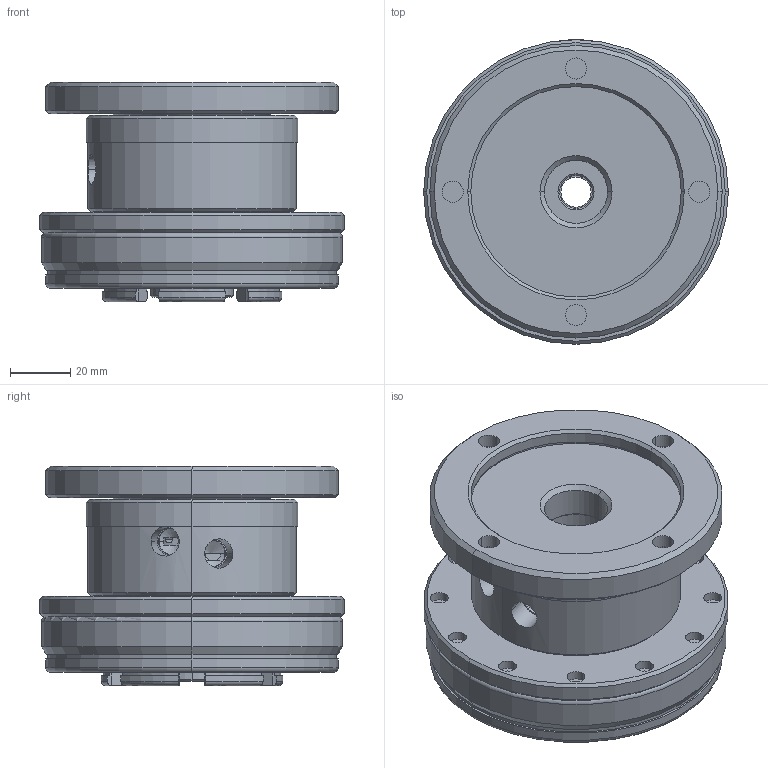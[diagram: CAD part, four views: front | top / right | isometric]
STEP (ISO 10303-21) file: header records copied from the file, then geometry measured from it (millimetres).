
FILE_DESCRIPTION (( 'STEP AP203' ), '1' );
FILE_NAME ('JAP104.STEP', '2017-12-04T05:34:56', ( '' ), ( '' ), 'SwSTEP 2.0', 'SolidWorks 2016', '' );
FILE_SCHEMA (( 'CONFIG_CONTROL_DESIGN' ));
Length unit declared in the file: millimetre
Products named in the file (8): JAP104_4_路啣; JAP104_7_嶺虐; JAP104_5_髺赽; JAP104_1_掛闚; JAP104; JAP104_9_ĤƬ; JAP104_3_活塞; JAP104_2_狟屳
Assembly tree (7 placements, depth 2):
  JAP104
    JAP104_1_掛闚
    JAP104_2_狟屳
    JAP104_3_活塞
    JAP104_9_ĤƬ
    JAP104_4_路啣
    JAP104_5_髺赽
    JAP104_7_嶺虐
Bounding box: 101.3 x 101.3 x 73 mm (x, y, z)
Volume: 313408.8 mm3; surface area: 127356.7 mm2
Topology: 7 solids, 7 shells, 832 faces, 2039 edges, 1206 vertices
Faces by surface type: cylinder 474, cone 180, plane 146, torus 32
Entity records: 26041 total; most frequent: CARTESIAN_POINT 5457, DIRECTION 4493, ORIENTED_EDGE 3864, EDGE_CURVE 1932, AXIS2_PLACEMENT_3D 1882, VERTEX_POINT 1206, EDGE_LOOP 1058, CIRCLE 1040
